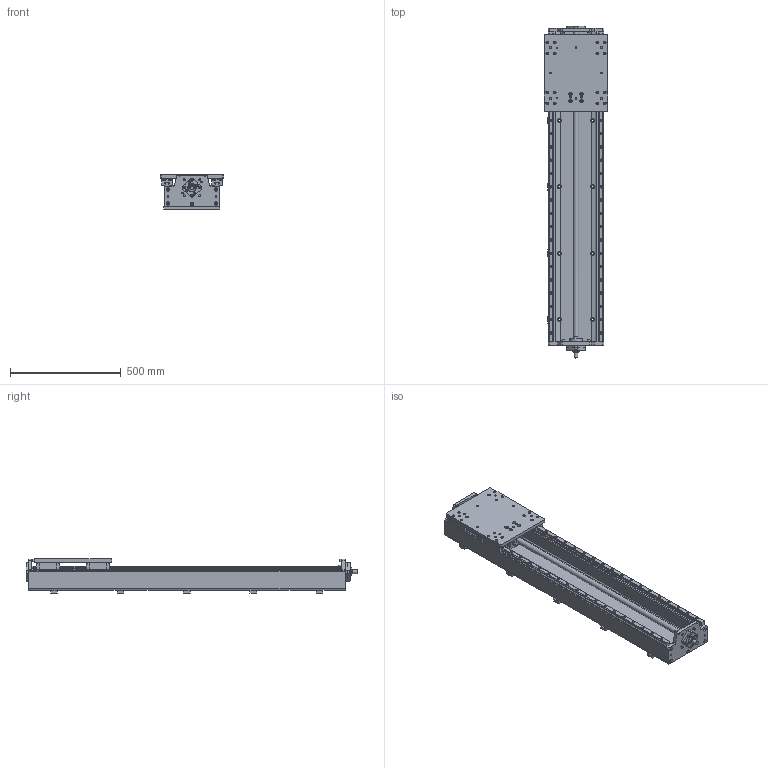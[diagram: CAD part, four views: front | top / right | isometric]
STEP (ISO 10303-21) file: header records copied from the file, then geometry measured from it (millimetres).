
FILE_DESCRIPTION((''),'2;1');
FILE_NAME('KK-HD-285-25-25XX-1400.stp','2009-03-22T19:55:36',('kurt'),(''),'Autodesk Inventor 2008','Autodesk Inventor 2008','');
FILE_SCHEMA(('AUTOMOTIVE_DESIGN { 1 0 10303 214 1 1 1 1 }'));
Length unit declared in the file: millimetre
Products named in the file (1): Part207
Bounding box: 285 x 1499 x 155 mm (x, y, z)
Volume: 19326554.8 mm3; surface area: 1961876.4 mm2
Topology: 23 solids, 23 shells, 2502 faces, 6622 edges, 4352 vertices
Faces by surface type: plane 1580, cylinder 521, bspline 247, cone 138, torus 16
Full cylindrical faces by diameter (mm): 2.459 x4, 3 x4, 3.5 x4, 3.6 x1, 4 x1, 4.917 x61, 5.5 x4, 6 x30, 6.6 x30, 6.647 x14, 7 x46, 8 x4, 8.376 x8, 9 x18, 10 x4, 10.106 x10, 11 x74, 15 x18, 17 x1, 18 x10, 19 x1, 20 x4, 23 x1, 25 x3, 26 x1, 28.64 x4, 29.082 x2, 37 x2, 38 x1, 38.36 x4
Entity records: 81577 total; most frequent: CARTESIAN_POINT 20133, ORIENTED_EDGE 11952, DIRECTION 11132, EDGE_CURVE 5976, VECTOR 4244, LINE 4244, VERTEX_POINT 4206, AXIS2_PLACEMENT_3D 3444
